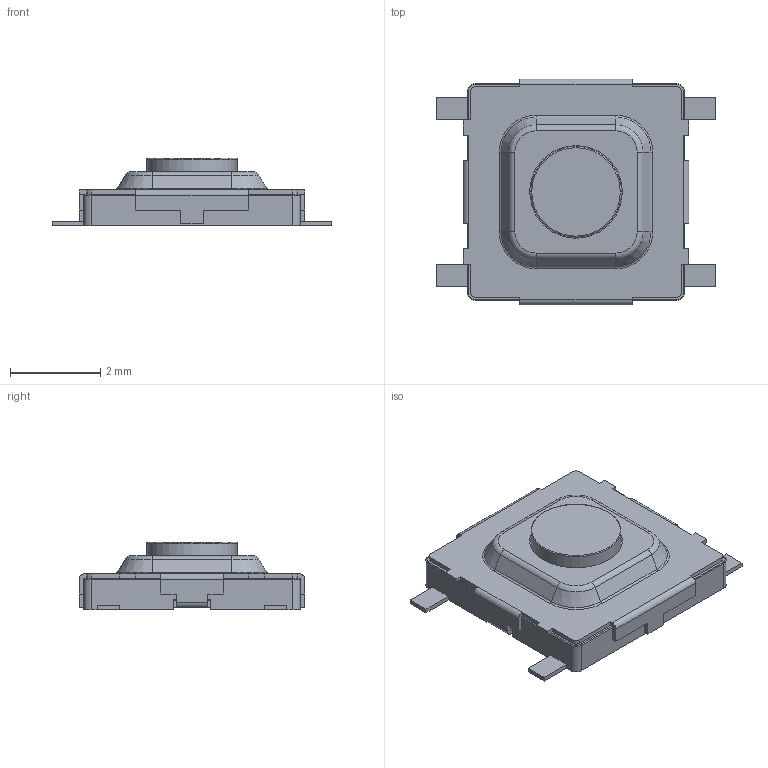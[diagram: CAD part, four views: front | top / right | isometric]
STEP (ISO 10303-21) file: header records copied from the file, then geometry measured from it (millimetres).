
FILE_DESCRIPTION(('FreeCAD Model'),'2;1');
FILE_NAME('5x5x1.5mm.step', '2021-02-08T18:18:02',('Author'),(''), 'Open CASCADE STEP processor 7.3','FreeCAD','Unknown');
FILE_SCHEMA(('AUTOMOTIVE_DESIGN { 1 0 10303 214 1 1 1 1 }'));
Length unit declared in the file: millimetre
Products named in the file (7): Assem1; frame; cover; pins; pins001; pins002; pins003
Assembly tree (6 placements, depth 2):
  Assem1
    frame
    cover
    pins
    pins001
    pins002
    pins003
Bounding box: 6.2 x 5 x 1.5 mm (x, y, z)
Volume: 20.9 mm3; surface area: 128.9 mm2
Topology: 6 solids, 6 shells, 212 faces, 539 edges, 342 vertices
Faces by surface type: plane 135, cylinder 48, torus 21, cone 8
Full cylindrical faces by diameter (mm): 2 x1, 2.05 x1
Entity records: 14947 total; most frequent: CARTESIAN_POINT 2209, DIRECTION 2182, LINE 1408, VECTOR 1408, ORIENTED_EDGE 1078, PCURVE 1078, DEFINITIONAL_REPRESENTATION 1078, EDGE_CURVE 539
